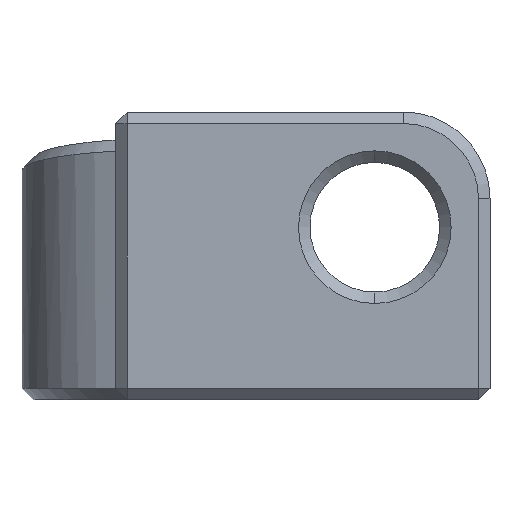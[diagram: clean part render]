
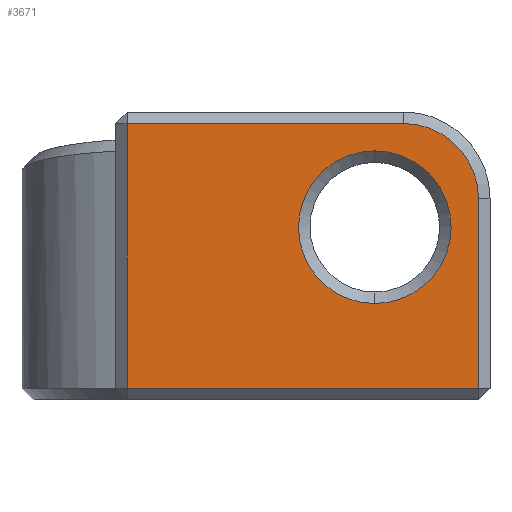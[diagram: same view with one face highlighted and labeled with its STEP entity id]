
A CAD part, front view. The second image highlights one B-rep face of the part: STEP entity #3671.
In plain terms, the highlighted planar face has unit normal (0, -1, 0).
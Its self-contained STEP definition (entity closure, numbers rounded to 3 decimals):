
#97 = VERTEX_POINT ( 'NONE', #1774 ) ;
#117 = CIRCLE ( 'NONE', #255, 2.65 ) ;
#239 = CIRCLE ( 'NONE', #312, 2.65 ) ;
#255 = AXIS2_PLACEMENT_3D ( 'NONE', #3665, #3899, #694 ) ;
#312 = AXIS2_PLACEMENT_3D ( 'NONE', #3323, #4040, #1386 ) ;
#317 = LINE ( 'NONE', #2983, #1690 ) ;
#353 = LINE ( 'NONE', #747, #2550 ) ;
#580 = ORIENTED_EDGE ( 'NONE', *, *, #1288, .T. ) ;
#606 = AXIS2_PLACEMENT_3D ( 'NONE', #1266, #3904, #939 ) ;
#617 = CARTESIAN_POINT ( 'NONE',  ( -27.4, -38., 7. ) ) ;
#686 = VERTEX_POINT ( 'NONE', #2783 ) ;
#694 = DIRECTION ( 'NONE',  ( 0., 0., 1. ) ) ;
#725 = CARTESIAN_POINT ( 'NONE',  ( -40., -38., 0. ) ) ;
#747 = CARTESIAN_POINT ( 'NONE',  ( -39.6, -38., 0. ) ) ;
#783 = EDGE_LOOP ( 'NONE', ( #2412, #3249, #1804, #4085, #3076 ) ) ;
#804 = CARTESIAN_POINT ( 'NONE',  ( -31., -38., 3.35 ) ) ;
#865 = AXIS2_PLACEMENT_3D ( 'NONE', #725, #1661, #2033 ) ;
#939 = DIRECTION ( 'NONE',  ( 0., 0., 1. ) ) ;
#1003 = VERTEX_POINT ( 'NONE', #3174 ) ;
#1133 = CARTESIAN_POINT ( 'NONE',  ( -40., -38., 0.4 ) ) ;
#1176 = CARTESIAN_POINT ( 'NONE',  ( -30., -38., 9.6 ) ) ;
#1266 = CARTESIAN_POINT ( 'NONE',  ( -30., -38., 7. ) ) ;
#1288 = EDGE_CURVE ( 'NONE', #4036, #1003, #117, .T. ) ;
#1369 = DIRECTION ( 'NONE',  ( 0., 0., -1. ) ) ;
#1386 = DIRECTION ( 'NONE',  ( 0., 0., 1. ) ) ;
#1422 = VERTEX_POINT ( 'NONE', #617 ) ;
#1433 = DIRECTION ( 'NONE',  ( 1., 0., 0. ) ) ;
#1448 = EDGE_CURVE ( 'NONE', #3554, #97, #2558, .T. ) ;
#1661 = DIRECTION ( 'NONE',  ( 0., 1., 0. ) ) ;
#1690 = VECTOR ( 'NONE', #2918, 1000. ) ;
#1730 = FACE_BOUND ( 'NONE', #2784, .T. ) ;
#1740 = EDGE_CURVE ( 'NONE', #2248, #1422, #317, .T. ) ;
#1774 = CARTESIAN_POINT ( 'NONE',  ( -39.6, -38., 9.6 ) ) ;
#1804 = ORIENTED_EDGE ( 'NONE', *, *, #2667, .T. ) ;
#2033 = DIRECTION ( 'NONE',  ( 0., 0., 1. ) ) ;
#2172 = ORIENTED_EDGE ( 'NONE', *, *, #3974, .T. ) ;
#2182 = CARTESIAN_POINT ( 'NONE',  ( -40., -38., 9.6 ) ) ;
#2248 = VERTEX_POINT ( 'NONE', #2250 ) ;
#2250 = CARTESIAN_POINT ( 'NONE',  ( -27.4, -38., 0.4 ) ) ;
#2412 = ORIENTED_EDGE ( 'NONE', *, *, #2451, .T. ) ;
#2451 = EDGE_CURVE ( 'NONE', #686, #2248, #3820, .T. ) ;
#2464 = CIRCLE ( 'NONE', #606, 2.6 ) ;
#2510 = DIRECTION ( 'NONE',  ( -1., 0., 0. ) ) ;
#2527 = VECTOR ( 'NONE', #2510, 1000. ) ;
#2550 = VECTOR ( 'NONE', #1369, 1000. ) ;
#2558 = LINE ( 'NONE', #2182, #2527 ) ;
#2667 = EDGE_CURVE ( 'NONE', #1422, #3554, #2464, .T. ) ;
#2775 = EDGE_CURVE ( 'NONE', #97, #686, #353, .T. ) ;
#2783 = CARTESIAN_POINT ( 'NONE',  ( -39.6, -38., 0.4 ) ) ;
#2784 = EDGE_LOOP ( 'NONE', ( #580, #2172 ) ) ;
#2815 = VECTOR ( 'NONE', #1433, 1000. ) ;
#2918 = DIRECTION ( 'NONE',  ( 0., 0., 1. ) ) ;
#2983 = CARTESIAN_POINT ( 'NONE',  ( -27.4, -38., 7. ) ) ;
#2994 = FACE_OUTER_BOUND ( 'NONE', #783, .T. ) ;
#3076 = ORIENTED_EDGE ( 'NONE', *, *, #2775, .T. ) ;
#3174 = CARTESIAN_POINT ( 'NONE',  ( -31., -38., 8.65 ) ) ;
#3249 = ORIENTED_EDGE ( 'NONE', *, *, #1740, .T. ) ;
#3323 = CARTESIAN_POINT ( 'NONE',  ( -31., -38., 6. ) ) ;
#3554 = VERTEX_POINT ( 'NONE', #1176 ) ;
#3665 = CARTESIAN_POINT ( 'NONE',  ( -31., -38., 6. ) ) ;
#3671 = ADVANCED_FACE ( 'NONE', ( #1730, #2994 ), #3696, .F. ) ;
#3696 = PLANE ( 'NONE',  #865 ) ;
#3820 = LINE ( 'NONE', #1133, #2815 ) ;
#3899 = DIRECTION ( 'NONE',  ( 0., 1., 0. ) ) ;
#3904 = DIRECTION ( 'NONE',  ( 0., -1., 0. ) ) ;
#3974 = EDGE_CURVE ( 'NONE', #1003, #4036, #239, .T. ) ;
#4036 = VERTEX_POINT ( 'NONE', #804 ) ;
#4040 = DIRECTION ( 'NONE',  ( 0., 1., 0. ) ) ;
#4085 = ORIENTED_EDGE ( 'NONE', *, *, #1448, .T. ) ;
